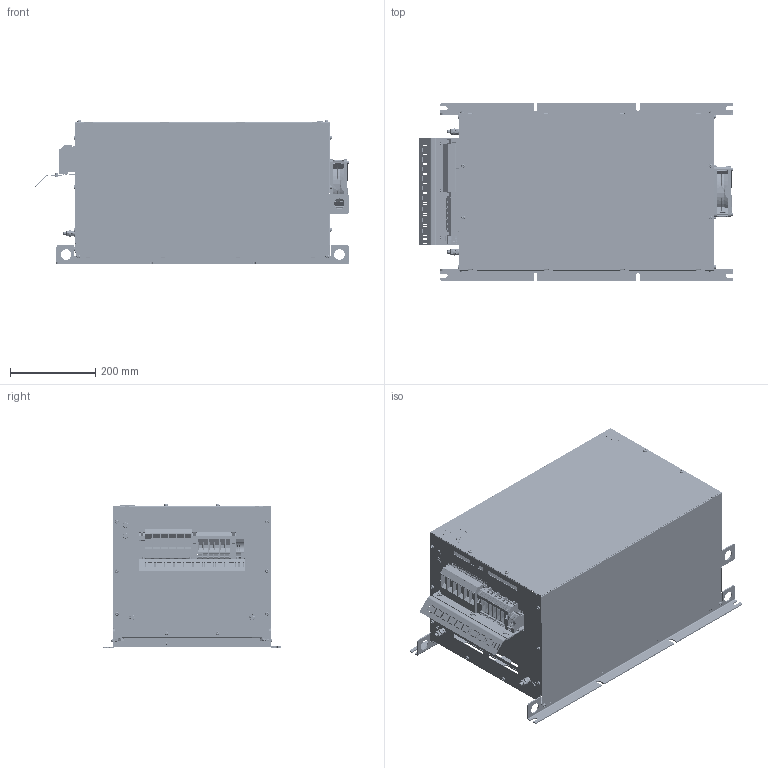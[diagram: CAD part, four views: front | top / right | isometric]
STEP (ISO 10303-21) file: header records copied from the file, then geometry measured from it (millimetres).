
FILE_DESCRIPTION(/* description */ (''),/* implementation_level */ '2;1');
FILE_NAME(/* name */ 'X5.3 IP20 ef.stp',/* time_stamp */ '2019-01-11T09:43:58+01:00',/* author */ ('f.rambuscheck'),/* organization */ (''),/* preprocessor_version */ 'ST-DEVELOPER v17',/* originating_system */ 'Autodesk Inventor 2018',/* authorisation */ '');
FILE_SCHEMA (('AUTOMOTIVE_DESIGN { 1 0 10303 214 3 1 1 }'));
Products named in the file (1): X5.3 IP20 ef
Bounding box: 736.22 x 418 x 336.27 mm (x, y, z)
Volume: 914664.9 mm3; surface area: 2819974.7 mm2
Topology: 37 solids, 49 shells, 12200 faces, 33786 edges, 22080 vertices
Faces by surface type: plane 7518, cylinder 2812, bspline 1359, cone 289, torus 202, sphere 20
Full cylindrical faces by diameter (mm): 1.2 x4, 1.5 x16, 2.459 x3, 3.2 x14, 3.242 x21, 3.95 x3, 4 x12, 4.25 x12, 4.3 x14, 4.31 x2, 4.5 x32, 5 x64, 5.5 x37, 5.6 x1, 6 x4, 6.2 x4, 6.5 x17, 6.6 x1, 6.8 x12, 7 x12, 7.323 x10, 8 x22, 8.2 x4, 8.4 x21, 8.5 x37, 9 x14, 9.4 x3, 11 x2, 11.4 x10, 12 x2
Entity records: 439941 total; most frequent: CARTESIAN_POINT 118670, ORIENTED_EDGE 67456, DIRECTION 59992, EDGE_CURVE 33728, LINE 22350, VECTOR 22350, VERTEX_POINT 22096, AXIS2_PLACEMENT_3D 18821
